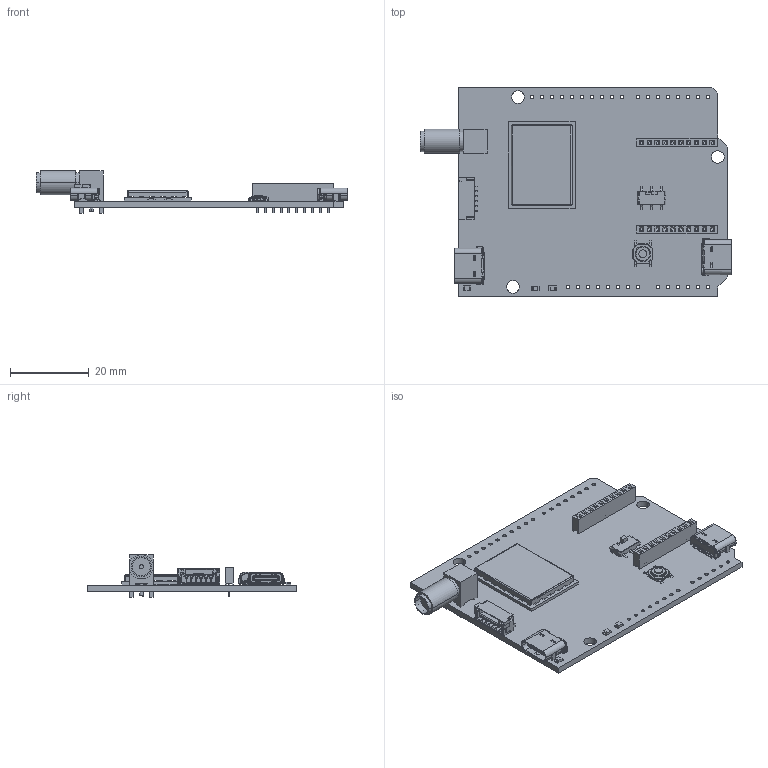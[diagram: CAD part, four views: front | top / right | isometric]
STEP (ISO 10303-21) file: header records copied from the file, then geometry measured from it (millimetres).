
FILE_DESCRIPTION (( 'STEP AP214' ), '1' );
FILE_NAME ('AS-RTK3B-UM980-L125-NH-00-R00.STEP', '2024-11-25T16:10:04', ( '' ), ( '' ), 'SwSTEP 2.0', 'SolidWorks 2020', '' );
FILE_SCHEMA (( 'AUTOMOTIVE_DESIGN' ));
Length unit declared in the file: millimetre
Products named in the file (15): AYZ0202AGRLC--3DModel-STEP-56544.step; C-63-01-10-SV.stp; SMD_SWITCH_TL3342F160QG--3DModel-STEP-520916.step; RFBat_S01-BJPT4-11BS00.step; MMS-110-01-L-SV.stp; SM06B-GHS-TB(LF)(SN)--3DModel-STEP-56544.step; 0805_LED_7012X1--3DModel-STEP-1.step; USB4105-GF-A--3DModel-STEP-56544.STEP; ZED-F9P-00B-02--3DModel-STEP-56544.step; MMS-110-01-SV_socket.stp; PCB; USB4105.STEP; AS-RTK3B-UM980-L125-NH-00-R00
Assembly tree (19 placements, depth 3):
  AS-RTK3B-UM980-L125-NH-00-R00
    PCB
    0805_LED_7012X1--3DModel-STEP-1.step  x3
    AYZ0202AGRLC--3DModel-STEP-56544.step
    MMS-110-01-L-SV.stp
      C-63-01-10-SV.stp
      MMS-110-01-SV_socket.stp
    SM06B-GHS-TB(LF)(SN)--3DModel-STEP-56544.step
    SMD_SWITCH_TL3342F160QG--3DModel-STEP-520916.step
    USB4105-GF-A--3DModel-STEP-56544.STEP
      USB4105.STEP
    ZED-F9P-00B-02--3DModel-STEP-56544.step
    MMS-110-01-L-SV.stp
      C-63-01-10-SV.stp
      MMS-110-01-SV_socket.stp
    USB4105-GF-A--3DModel-STEP-56544.STEP
      USB4105.STEP
    RFBat_S01-BJPT4-11BS00.step
Bounding box: 79.25 x 53.34 x 10.9 mm (x, y, z)
Volume: 7506.7 mm3; surface area: 13675.3 mm2
Topology: 235 solids, 235 shells, 4749 faces, 11985 edges, 7812 vertices
Faces by surface type: plane 4003, cylinder 668, cone 58, bspline 16, torus 4
Entity records: 101837 total; most frequent: CARTESIAN_POINT 17906, ORIENTED_EDGE 16862, DIRECTION 16077, EDGE_CURVE 8431, VECTOR 7485, LINE 7485, VERTEX_POINT 5510, AXIS2_PLACEMENT_3D 4296
